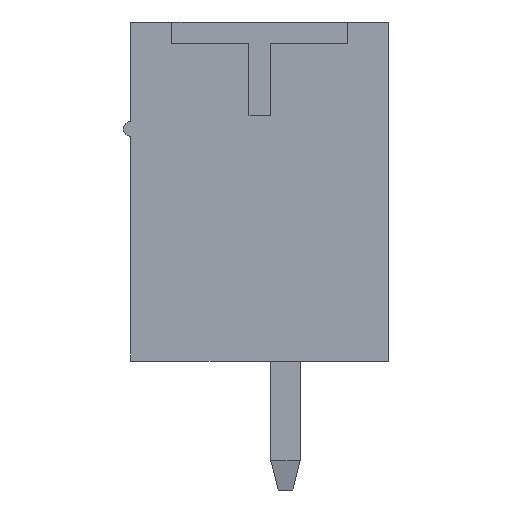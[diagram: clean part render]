
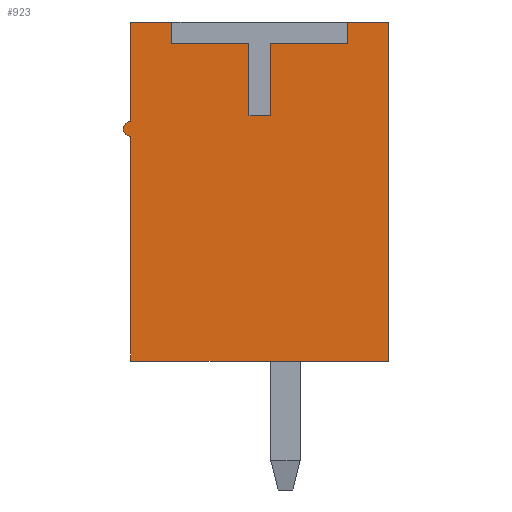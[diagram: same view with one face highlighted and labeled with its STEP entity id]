
A CAD part, left-side view. The second image highlights one B-rep face of the part: STEP entity #923.
In plain terms, the highlighted planar face has unit normal (-1, 0, 0).
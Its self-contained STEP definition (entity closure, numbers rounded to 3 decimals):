
#923 = ADVANCED_FACE( '', ( #1889 ), #1890, .F. );
#1889 = FACE_OUTER_BOUND( '', #2913, .T. );
#1890 = PLANE( '', #2914 );
#2913 = EDGE_LOOP( '', ( #5378, #5379, #5380, #5381, #5382, #5383, #5384, #5385, #5386, #5387, #5388, #5389, #5390, #5391 ) );
#2914 = AXIS2_PLACEMENT_3D( '', #5392, #5393, #5394 );
#5378 = ORIENTED_EDGE( '', *, *, #7331, .F. );
#5379 = ORIENTED_EDGE( '', *, *, #6666, .T. );
#5380 = ORIENTED_EDGE( '', *, *, #7207, .T. );
#5381 = ORIENTED_EDGE( '', *, *, #6433, .T. );
#5382 = ORIENTED_EDGE( '', *, *, #7037, .T. );
#5383 = ORIENTED_EDGE( '', *, *, #6862, .T. );
#5384 = ORIENTED_EDGE( '', *, *, #6705, .T. );
#5385 = ORIENTED_EDGE( '', *, *, #6530, .T. );
#5386 = ORIENTED_EDGE( '', *, *, #7332, .F. );
#5387 = ORIENTED_EDGE( '', *, *, #7067, .T. );
#5388 = ORIENTED_EDGE( '', *, *, #6982, .T. );
#5389 = ORIENTED_EDGE( '', *, *, #6309, .T. );
#5390 = ORIENTED_EDGE( '', *, *, #7291, .F. );
#5391 = ORIENTED_EDGE( '', *, *, #7104, .F. );
#5392 = CARTESIAN_POINT( '', ( -12.8, 0., 0. ) );
#5393 = DIRECTION( '', ( 1., 0., 0. ) );
#5394 = DIRECTION( '', ( 0., 0., -1. ) );
#6309 = EDGE_CURVE( '', #7549, #7554, #7556, .T. );
#6433 = EDGE_CURVE( '', #7775, #7776, #7777, .T. );
#6530 = EDGE_CURVE( '', #7948, #7949, #7950, .T. );
#6666 = EDGE_CURVE( '', #8180, #8181, #8182, .T. );
#6705 = EDGE_CURVE( '', #8245, #7948, #8246, .T. );
#6862 = EDGE_CURVE( '', #8486, #8245, #8487, .T. );
#6982 = EDGE_CURVE( '', #8669, #7549, #8670, .F. );
#7037 = EDGE_CURVE( '', #7776, #8486, #8749, .T. );
#7067 = EDGE_CURVE( '', #8788, #8669, #8790, .T. );
#7104 = EDGE_CURVE( '', #8842, #8844, #8845, .T. );
#7207 = EDGE_CURVE( '', #8181, #7775, #8977, .T. );
#7291 = EDGE_CURVE( '', #8844, #7554, #9088, .T. );
#7331 = EDGE_CURVE( '', #8180, #8842, #9134, .T. );
#7332 = EDGE_CURVE( '', #8788, #7949, #9135, .T. );
#7549 = VERTEX_POINT( '', #9391 );
#7554 = VERTEX_POINT( '', #9398 );
#7556 = LINE( '', #9401, #9402 );
#7775 = VERTEX_POINT( '', #9720 );
#7776 = VERTEX_POINT( '', #9721 );
#7777 = LINE( '', #9722, #9723 );
#7948 = VERTEX_POINT( '', #9971 );
#7949 = VERTEX_POINT( '', #9972 );
#7950 = LINE( '', #9973, #9974 );
#8180 = VERTEX_POINT( '', #10307 );
#8181 = VERTEX_POINT( '', #10308 );
#8182 = LINE( '', #10309, #10310 );
#8245 = VERTEX_POINT( '', #10400 );
#8246 = LINE( '', #10401, #10402 );
#8486 = VERTEX_POINT( '', #10757 );
#8487 = LINE( '', #10758, #10759 );
#8669 = VERTEX_POINT( '', #11028 );
#8670 = CIRCLE( '', #11029, 0.2 );
#8749 = LINE( '', #11146, #11147 );
#8788 = VERTEX_POINT( '', #11204 );
#8790 = LINE( '', #11207, #11208 );
#8842 = VERTEX_POINT( '', #11288 );
#8844 = VERTEX_POINT( '', #11291 );
#8845 = LINE( '', #11292, #11293 );
#8977 = LINE( '', #11492, #11493 );
#9088 = LINE( '', #11655, #11656 );
#9134 = LINE( '', #11729, #11730 );
#9135 = LINE( '', #11731, #11732 );
#9391 = CARTESIAN_POINT( '', ( -12.8, 3.4, 1.5 ) );
#9398 = CARTESIAN_POINT( '', ( -12.8, 3.4, -4.6 ) );
#9401 = CARTESIAN_POINT( '', ( -12.8, 3.4, 0. ) );
#9402 = VECTOR( '', #12037, 1000. );
#9720 = CARTESIAN_POINT( '', ( -12.8, -0.39, 4.02 ) );
#9721 = CARTESIAN_POINT( '', ( -12.8, -0.39, 2.06 ) );
#9722 = CARTESIAN_POINT( '', ( -12.8, -0.39, 4.02 ) );
#9723 = VECTOR( '', #12137, 1000. );
#9971 = CARTESIAN_POINT( '', ( -12.8, 2.28, 4.02 ) );
#9972 = CARTESIAN_POINT( '', ( -12.8, 2.28, 4.6 ) );
#9973 = CARTESIAN_POINT( '', ( -12.8, 2.28, 4.02 ) );
#9974 = VECTOR( '', #12221, 1000. );
#10307 = CARTESIAN_POINT( '', ( -12.8, -2.48, 4.6 ) );
#10308 = CARTESIAN_POINT( '', ( -12.8, -2.48, 4.02 ) );
#10309 = CARTESIAN_POINT( '', ( -12.8, -2.48, 4.6 ) );
#10310 = VECTOR( '', #12349, 1000. );
#10400 = CARTESIAN_POINT( '', ( -12.8, 0.19, 4.02 ) );
#10401 = CARTESIAN_POINT( '', ( -12.8, 0.19, 4.02 ) );
#10402 = VECTOR( '', #12386, 1000. );
#10757 = CARTESIAN_POINT( '', ( -12.8, 0.19, 2.06 ) );
#10758 = CARTESIAN_POINT( '', ( -12.8, 0.19, 2.06 ) );
#10759 = VECTOR( '', #12517, 1000. );
#11028 = CARTESIAN_POINT( '', ( -12.8, 3.4, 1.9 ) );
#11029 = AXIS2_PLACEMENT_3D( '', #12617, #12618, #12619 );
#11146 = CARTESIAN_POINT( '', ( -12.8, -0.39, 2.06 ) );
#11147 = VECTOR( '', #12664, 1000. );
#11204 = CARTESIAN_POINT( '', ( -12.8, 3.4, 4.6 ) );
#11207 = CARTESIAN_POINT( '', ( -12.8, 3.4, 0. ) );
#11208 = VECTOR( '', #12690, 1000. );
#11288 = CARTESIAN_POINT( '', ( -12.8, -3.6, 4.6 ) );
#11291 = CARTESIAN_POINT( '', ( -12.8, -3.6, -4.6 ) );
#11292 = CARTESIAN_POINT( '', ( -12.8, -3.6, 4.6 ) );
#11293 = VECTOR( '', #12723, 1000. );
#11492 = CARTESIAN_POINT( '', ( -12.8, -2.48, 4.02 ) );
#11493 = VECTOR( '', #12797, 1000. );
#11655 = CARTESIAN_POINT( '', ( -12.8, -3.6, -4.6 ) );
#11656 = VECTOR( '', #12867, 1000. );
#11729 = CARTESIAN_POINT( '', ( -12.8, 3.6, 4.6 ) );
#11730 = VECTOR( '', #12895, 1000. );
#11731 = CARTESIAN_POINT( '', ( -12.8, 3.6, 4.6 ) );
#11732 = VECTOR( '', #12896, 1000. );
#12037 = DIRECTION( '', ( 0., 0., -1. ) );
#12137 = DIRECTION( '', ( 0., 0., -1. ) );
#12221 = DIRECTION( '', ( 0., 0., 1. ) );
#12349 = DIRECTION( '', ( 0., 0., -1. ) );
#12386 = DIRECTION( '', ( 0., 1., 0. ) );
#12517 = DIRECTION( '', ( 0., 0., 1. ) );
#12617 = CARTESIAN_POINT( '', ( -12.8, 3.4, 1.7 ) );
#12618 = DIRECTION( '', ( 1., 0., 0. ) );
#12619 = DIRECTION( '', ( 0., 0., -1. ) );
#12664 = DIRECTION( '', ( 0., 1., 0. ) );
#12690 = DIRECTION( '', ( 0., 0., -1. ) );
#12723 = DIRECTION( '', ( 0., 0., -1. ) );
#12797 = DIRECTION( '', ( 0., 1., 0. ) );
#12867 = DIRECTION( '', ( 0., 1., 0. ) );
#12895 = DIRECTION( '', ( 0., -1., 0. ) );
#12896 = DIRECTION( '', ( 0., -1., 0. ) );
